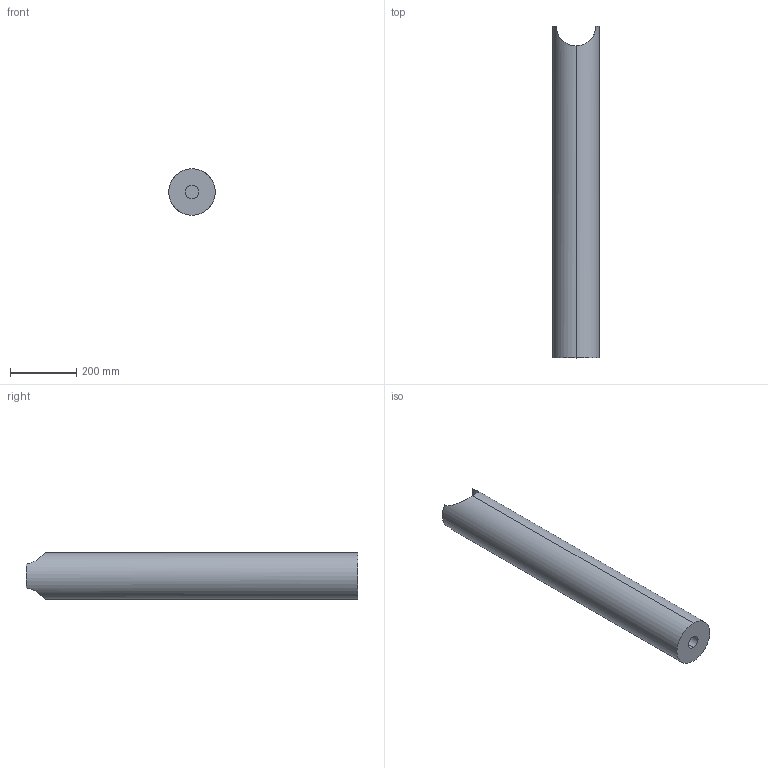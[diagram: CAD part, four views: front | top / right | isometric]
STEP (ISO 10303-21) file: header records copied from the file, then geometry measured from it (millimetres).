
FILE_DESCRIPTION (( 'STEP AP203' ), '1' );
FILE_NAME ('MainLink1_Default_sldprt.STEP', '2022-11-01T18:15:36', ( '' ), ( '' ), 'SwSTEP 2.0', 'SolidWorks 2018', '' );
FILE_SCHEMA (( 'CONFIG_CONTROL_DESIGN' ));
Length unit declared in the file: metre
Products named in the file (1): MainLink1_Default_sldprt
Bounding box: 140 x 1000 x 140 mm (x, y, z)
Volume: 14621059.6 mm3; surface area: 470134.4 mm2
Topology: 1 solids, 1 shells, 9 faces, 18 edges, 12 vertices
Faces by surface type: cylinder 5, plane 4
Entity records: 493 total; most frequent: CARTESIAN_POINT 224, DIRECTION 42, ORIENTED_EDGE 36, AXIS2_PLACEMENT_3D 18, EDGE_CURVE 18, VERTEX_POINT 12, EDGE_LOOP 10, ADVANCED_FACE 9
